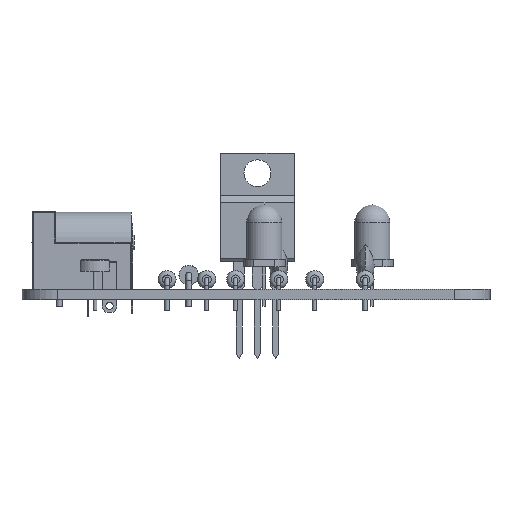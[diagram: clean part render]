
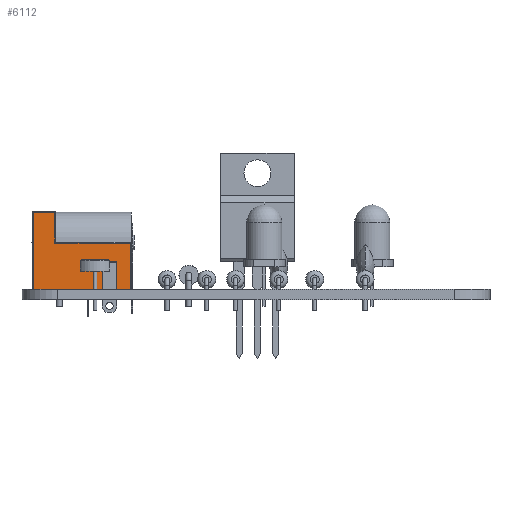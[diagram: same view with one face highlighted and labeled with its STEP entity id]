
A CAD part, left-side view. The second image highlights one B-rep face of the part: STEP entity #6112.
In plain terms, the highlighted face is planar.
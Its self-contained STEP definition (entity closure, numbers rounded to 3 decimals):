
#5943 = VERTEX_POINT('',#5944);
#5944 = CARTESIAN_POINT('',(-13.6,-4.5,10.6));
#5951 = EDGE_CURVE('',#5952,#5943,#5954,.T.);
#5952 = VERTEX_POINT('',#5953);
#5953 = CARTESIAN_POINT('',(-10.6,-4.5,10.6));
#5954 = LINE('',#5955,#5956);
#5955 = CARTESIAN_POINT('',(-10.5,-4.5,10.6));
#5956 = VECTOR('',#5957,1.);
#5957 = DIRECTION('',(-1.,0.,0.));
#6112 = ADVANCED_FACE('',(#6113),#6154,.T.);
#6113 = FACE_BOUND('',#6114,.T.);
#6114 = EDGE_LOOP('',(#6115,#6125,#6133,#6141,#6147,#6148));
#6115 = ORIENTED_EDGE('',*,*,#6116,.F.);
#6116 = EDGE_CURVE('',#6117,#6119,#6121,.T.);
#6117 = VERTEX_POINT('',#6118);
#6118 = CARTESIAN_POINT('',(-0.1,-4.5,-0.1));
#6119 = VERTEX_POINT('',#6120);
#6120 = CARTESIAN_POINT('',(-13.6,-4.5,-0.1));
#6121 = LINE('',#6122,#6123);
#6122 = CARTESIAN_POINT('',(-10.5,-4.5,-0.1));
#6123 = VECTOR('',#6124,1.);
#6124 = DIRECTION('',(-1.,0.,0.));
#6125 = ORIENTED_EDGE('',*,*,#6126,.F.);
#6126 = EDGE_CURVE('',#6127,#6117,#6129,.T.);
#6127 = VERTEX_POINT('',#6128);
#6128 = CARTESIAN_POINT('',(-0.1,-4.5,6.3));
#6129 = LINE('',#6130,#6131);
#6130 = CARTESIAN_POINT('',(-0.1,-4.5,6.4));
#6131 = VECTOR('',#6132,1.);
#6132 = DIRECTION('',(0.,0.,-1.));
#6133 = ORIENTED_EDGE('',*,*,#6134,.T.);
#6134 = EDGE_CURVE('',#6127,#6135,#6137,.T.);
#6135 = VERTEX_POINT('',#6136);
#6136 = CARTESIAN_POINT('',(-10.6,-4.5,6.3));
#6137 = LINE('',#6138,#6139);
#6138 = CARTESIAN_POINT('',(0.,-4.5,6.3));
#6139 = VECTOR('',#6140,1.);
#6140 = DIRECTION('',(-1.,0.,0.));
#6141 = ORIENTED_EDGE('',*,*,#6142,.F.);
#6142 = EDGE_CURVE('',#5952,#6135,#6143,.T.);
#6143 = LINE('',#6144,#6145);
#6144 = CARTESIAN_POINT('',(-10.6,-4.5,10.7));
#6145 = VECTOR('',#6146,1.);
#6146 = DIRECTION('',(0.,0.,-1.));
#6147 = ORIENTED_EDGE('',*,*,#5951,.T.);
#6148 = ORIENTED_EDGE('',*,*,#6149,.T.);
#6149 = EDGE_CURVE('',#5943,#6119,#6150,.T.);
#6150 = LINE('',#6151,#6152);
#6151 = CARTESIAN_POINT('',(-13.6,-4.5,10.7));
#6152 = VECTOR('',#6153,1.);
#6153 = DIRECTION('',(0.,0.,-1.));
#6154 = PLANE('',#6155);
#6155 = AXIS2_PLACEMENT_3D('',#6156,#6157,#6158);
#6156 = CARTESIAN_POINT('',(-7.771,-4.5,4.379));
#6157 = DIRECTION('',(0.,-1.,0.));
#6158 = DIRECTION('',(1.,0.,0.));
